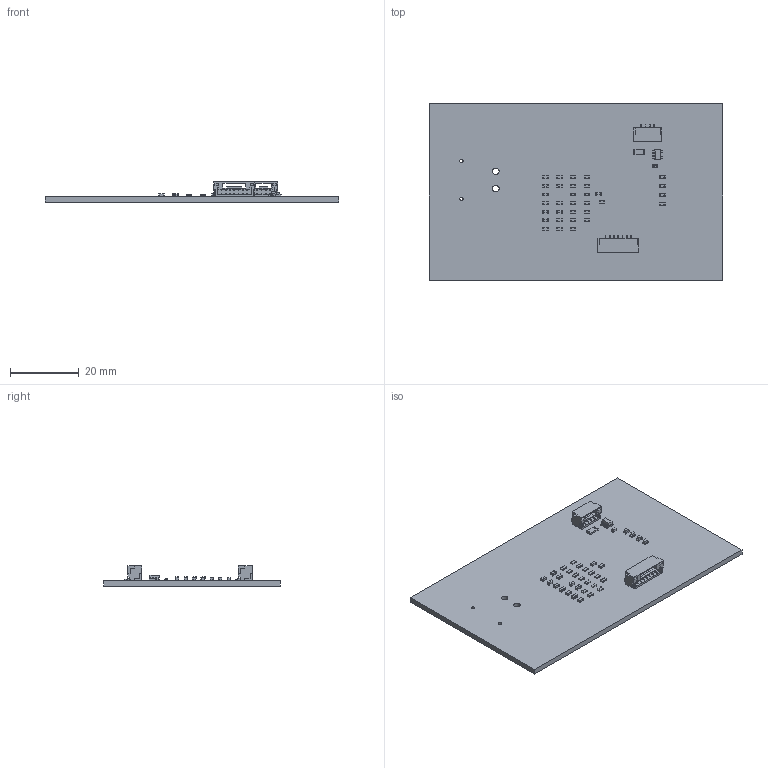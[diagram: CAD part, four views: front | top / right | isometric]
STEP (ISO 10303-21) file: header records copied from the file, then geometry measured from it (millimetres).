
FILE_DESCRIPTION(('KiCad electronic assembly'),'2;1');
FILE_NAME('TFESC02.step','2024-07-15T22:27:27',('Pcbnew'),('Kicad'), 'Open CASCADE STEP processor 7.6','KiCad to STEP converter','Unknown' );
FILE_SCHEMA(('AUTOMOTIVE_DESIGN { 1 0 10303 214 1 1 1 1 }'));
Length unit declared in the file: millimetre
Products named in the file (18): TFESC02 1; C_0603_1608Metric; R_0603_1608Metric; JST_GH_SM04B-GHS-TB_1x04-1MP_P1.25mm_Horizontal; JST_SM04B_GHS_TB; LED_0603_1608Metric; JST_GH_SM07B-GHS-TB_1x07-1MP_P1.25mm_Horizontal; JST_SM07B_GHS_TB; R_1206_3216Metric; SOT-23-5; SOT_23_5; D_SOD-523; D_SOD_523; kibot_68l_fx94_PCB
Assembly tree (46 placements, depth 3):
  TFESC02 1
    C_0603_1608Metric  x13
      C_0603_1608Metric
    R_0603_1608Metric  x15
      R_0603_1608Metric
    JST_GH_SM04B-GHS-TB_1x04-1MP_P1.25mm_Horizontal
      JST_SM04B_GHS_TB
    LED_0603_1608Metric  x4
      LED_0603_1608Metric
    JST_GH_SM07B-GHS-TB_1x07-1MP_P1.25mm_Horizontal
      JST_SM07B_GHS_TB
    R_1206_3216Metric
      R_1206_3216Metric
    SOT-23-5
      SOT_23_5
    D_SOD-523
      D_SOD_523
    kibot_68l_fx94_PCB
Bounding box: 85.2 x 51.2 x 5.89 mm (x, y, z)
Volume: 7207.5 mm3; surface area: 10101.6 mm2
Topology: 38 solids, 38 shells, 1625 faces, 4323 edges, 2824 vertices
Faces by surface type: plane 1246, cylinder 340, bspline 39
Full cylindrical faces by diameter (mm): 1 x2, 1.9 x2
Entity records: 29825 total; most frequent: CARTESIAN_POINT 4485, ORIENTED_EDGE 4216, DIRECTION 3750, EDGE_CURVE 2108, LINE 1944, VECTOR 1944, VERTEX_POINT 1374, AXIS2_PLACEMENT_3D 903
